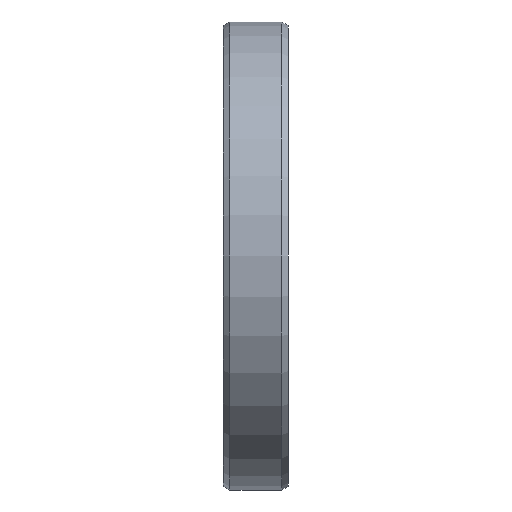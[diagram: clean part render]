
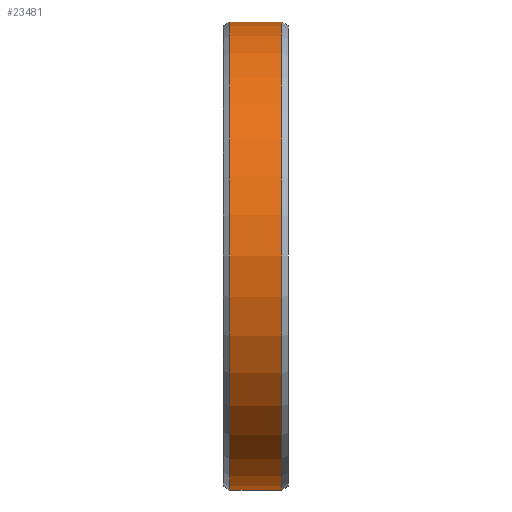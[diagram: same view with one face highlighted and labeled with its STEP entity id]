
A CAD part, left-side view. The second image highlights one B-rep face of the part: STEP entity #23481.
In plain terms, the highlighted cylindrical face has radius 36 mm (diameter 72 mm), a partial arc.
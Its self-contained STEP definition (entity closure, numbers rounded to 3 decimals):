
#22791=DIRECTION('',(0.,1.,0.));
#22792=VECTOR('',#22791,8.);
#22793=CARTESIAN_POINT('',(0.,-4.,-36.));
#22794=LINE('',#22793,#22792);
#22798=DIRECTION('',(0.,1.,0.));
#22799=VECTOR('',#22798,8.);
#22800=CARTESIAN_POINT('',(0.,-4.,36.));
#22801=LINE('',#22800,#22799);
#22805=CARTESIAN_POINT('',(0.,-4.,0.));
#22806=DIRECTION('',(0.,1.,0.));
#22807=DIRECTION('',(0.,0.,-1.));
#22808=AXIS2_PLACEMENT_3D('',#22805,#22806,#22807);
#22843=CARTESIAN_POINT('',(0.,4.,0.));
#22844=DIRECTION('',(0.,1.,0.));
#22845=DIRECTION('',(0.,0.,-1.));
#22846=AXIS2_PLACEMENT_3D('',#22843,#22844,#22845);
#22876=CARTESIAN_POINT('',(0.,-4.,-36.));
#22878=VERTEX_POINT('',#22876);
#22879=CARTESIAN_POINT('',(0.,4.,-36.));
#22880=VERTEX_POINT('',#22879);
#22908=CARTESIAN_POINT('',(0.,-4.,36.));
#22910=VERTEX_POINT('',#22908);
#22911=CARTESIAN_POINT('',(0.,4.,36.));
#22912=VERTEX_POINT('',#22911);
#23467=CARTESIAN_POINT('',(0.,37.776,0.));
#23468=DIRECTION('',(0.,-1.,0.));
#23469=DIRECTION('',(0.,0.,1.));
#23470=AXIS2_PLACEMENT_3D('',#23467,#23468,#23469);
#23471=CYLINDRICAL_SURFACE('',#23470,36.);
#23473=ORIENTED_EDGE('',*,*,#23472,.T.);
#23475=ORIENTED_EDGE('',*,*,#23474,.T.);
#23477=ORIENTED_EDGE('',*,*,#23476,.F.);
#23478=ORIENTED_EDGE('',*,*,#23453,.F.);
#23479=EDGE_LOOP('',(#23473,#23475,#23477,#23478));
#23480=FACE_OUTER_BOUND('',#23479,.F.);
#22809=CIRCLE('',#22808,36.);
#22847=CIRCLE('',#22846,36.);
#23453=EDGE_CURVE('',#22878,#22910,#22809,.T.);
#23472=EDGE_CURVE('',#22878,#22880,#22794,.T.);
#23474=EDGE_CURVE('',#22880,#22912,#22847,.T.);
#23476=EDGE_CURVE('',#22910,#22912,#22801,.T.);
#23481=ADVANCED_FACE('',(#23480),#23471,.T.);
